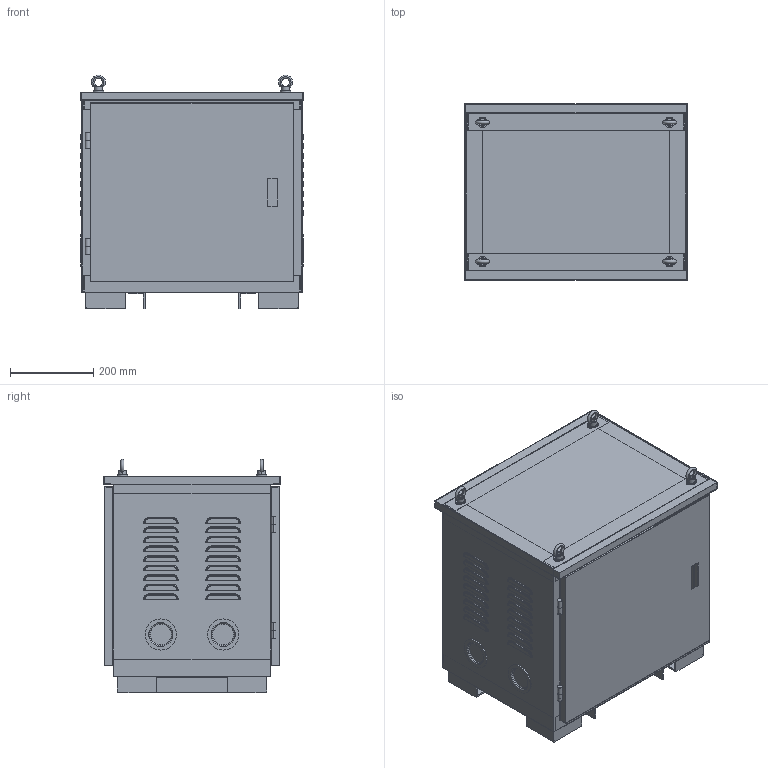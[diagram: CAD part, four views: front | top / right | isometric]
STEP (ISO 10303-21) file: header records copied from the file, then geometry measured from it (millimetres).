
FILE_DESCRIPTION((''),'2;1');
FILE_NAME('ASM0003_ASM','2025-02-11T',('Administrator'),(''),'PRO/ENGINEER BY PARAMETRIC TECHNOLOGY CORPORATION, 2008380','PRO/ENGINEER BY PARAMETRIC TECHNOLOGY CORPORATION, 2008380','');
FILE_SCHEMA(('CONFIG_CONTROL_DESIGN'));
Length unit declared in the file: millimetre
Products named in the file (12): PRT0020; PRT0021; PRT0022; PRT0023; PRT0024; PRT0026; PRT0025; HOUMEN; PRT0027; DIAOHUAN; PRT0028; ASM0003_ASM
Assembly tree (26 placements, depth 2):
  ASM0003_ASM
    PRT0020
    PRT0021  x2
    PRT0022  x4
    PRT0023  x2
    PRT0024  x4
    PRT0026  x2
    PRT0025
    HOUMEN
    PRT0027
    DIAOHUAN  x4
    PRT0028  x4
Bounding box: 536 x 425 x 562 mm (x, y, z)
Volume: 3199766.3 mm3; surface area: 3607992.8 mm2
Topology: 34 solids, 34 shells, 975 faces, 2540 edges, 1648 vertices
Faces by surface type: plane 503, cylinder 280, torus 176, bspline 16
Entity records: 23628 total; most frequent: CARTESIAN_POINT 4334, DIRECTION 4254, ORIENTED_EDGE 3820, EDGE_CURVE 1910, AXIS2_PLACEMENT_3D 1602, VERTEX_POINT 1226, VECTOR 1050, LINE 1050
